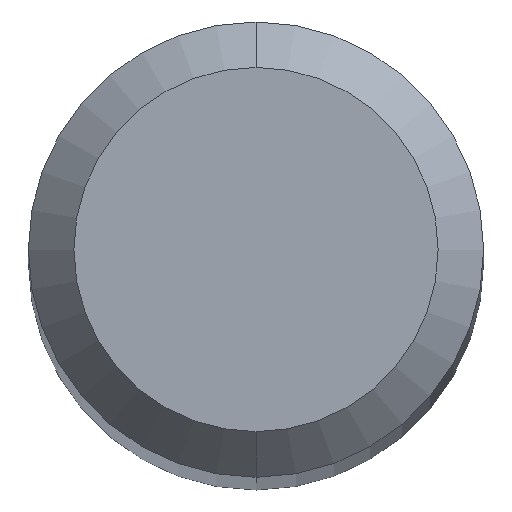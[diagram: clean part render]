
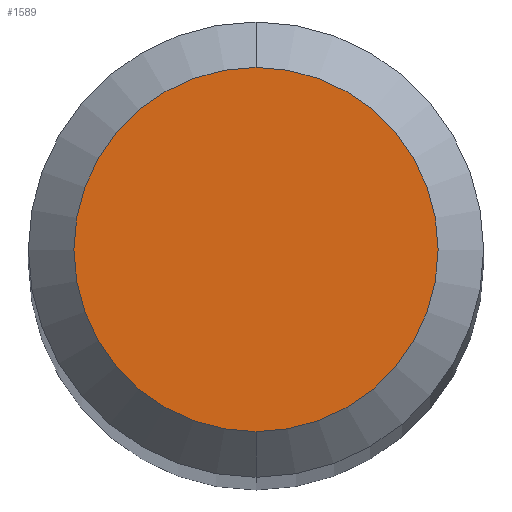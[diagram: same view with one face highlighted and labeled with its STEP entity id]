
A CAD part, top view. The second image highlights one B-rep face of the part: STEP entity #1589.
In plain terms, the highlighted planar face has unit normal (0, 0, 1).
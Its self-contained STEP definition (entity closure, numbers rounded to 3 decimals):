
#699=VERTEX_POINT('',#1868);
#729=VERTEX_POINT('',#1902);
#907=EDGE_CURVE('',#699,#729,#2093,.T.);
#1563=EDGE_CURVE('',#729,#699,#2811,.T.);
#1589=ADVANCED_FACE('',(#2842),#2843,.T.);
#1868=CARTESIAN_POINT('',(0.0,1.2,0.0));
#1902=CARTESIAN_POINT('',(0.,-1.2,0.0));
#2093=CIRCLE('',#4678,1.2);
#2811=CIRCLE('',#8773,1.2);
#2842=FACE_OUTER_BOUND('',#8858,.T.);
#2843=PLANE('',#8859);
#4678=AXIS2_PLACEMENT_3D('',#10110,#10111,#10112);
#8773=AXIS2_PLACEMENT_3D('',#10830,#10831,#10832);
#8858=EDGE_LOOP('',(#10896,#10897));
#8859=AXIS2_PLACEMENT_3D('',#10898,#10899,#10900);
#10110=CARTESIAN_POINT('',(0.0,0.0,0.0));
#10111=DIRECTION('',(0.0,0.0,-1.0));
#10112=DIRECTION('',(0.0,1.0,0.0));
#10830=CARTESIAN_POINT('',(0.0,0.0,0.0));
#10831=DIRECTION('',(0.0,0.0,-1.0));
#10832=DIRECTION('',(0.0,1.0,0.0));
#10896=ORIENTED_EDGE('',*,*,#907,.F.);
#10897=ORIENTED_EDGE('',*,*,#1563,.F.);
#10898=CARTESIAN_POINT('',(0.0,0.6,0.0));
#10899=DIRECTION('',(-0.0,0.0,1.0));
#10900=DIRECTION('',(0.0,-1.0,0.0));
